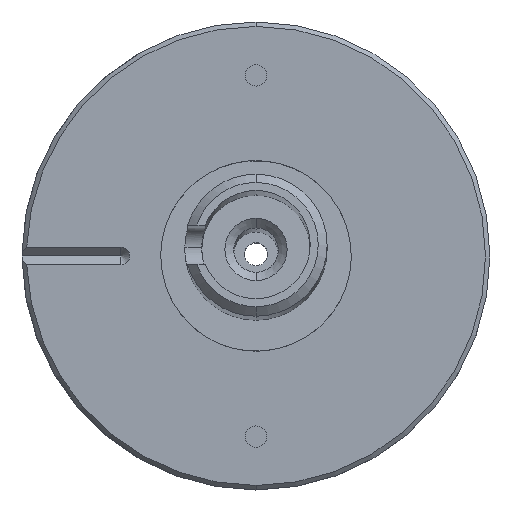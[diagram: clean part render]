
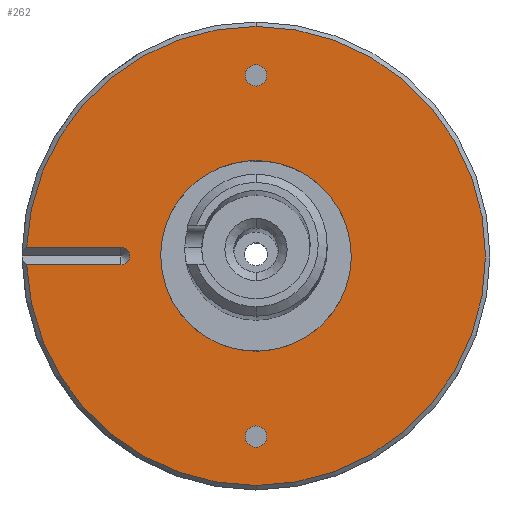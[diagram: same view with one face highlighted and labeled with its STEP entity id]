
A CAD part, top view. The second image highlights one B-rep face of the part: STEP entity #262.
In plain terms, the highlighted planar face has unit normal (0, 0, 1).
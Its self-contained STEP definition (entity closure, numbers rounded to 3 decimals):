
#1 = CARTESIAN_POINT ( 'NONE',  ( 0.6, 10.15, 2.5 ) ) ;
#3 = ORIENTED_EDGE ( 'NONE', *, *, #1392, .T. ) ;
#12 = FACE_OUTER_BOUND ( 'NONE', #131, .T. ) ;
#82 = EDGE_CURVE ( 'NONE', #1583, #588, #868, .T. ) ;
#83 = DIRECTION ( 'NONE',  ( 1., 0., 0. ) ) ;
#103 = ORIENTED_EDGE ( 'NONE', *, *, #1404, .T. ) ;
#110 = CARTESIAN_POINT ( 'NONE',  ( 0., -12.9, 2.5 ) ) ;
#131 = EDGE_LOOP ( 'NONE', ( #1644, #1671, #1609, #516, #103, #519 ) ) ;
#135 = EDGE_LOOP ( 'NONE', ( #947, #3 ) ) ;
#136 = DIRECTION ( 'NONE',  ( 0., -1., 0. ) ) ;
#156 = DIRECTION ( 'NONE',  ( 0., 0., -1. ) ) ;
#157 = CIRCLE ( 'NONE', #1629, 12.9 ) ;
#179 = CARTESIAN_POINT ( 'NONE',  ( 0., 10.15, 2.5 ) ) ;
#185 = AXIS2_PLACEMENT_3D ( 'NONE', #179, #873, #840 ) ;
#194 = DIRECTION ( 'NONE',  ( 0., 0., -1. ) ) ;
#218 = CARTESIAN_POINT ( 'NONE',  ( 0., -10.15, 2.5 ) ) ;
#231 = EDGE_CURVE ( 'NONE', #1045, #301, #491, .T. ) ;
#261 = LINE ( 'NONE', #968, #379 ) ;
#262 = ADVANCED_FACE ( 'NONE', ( #1341, #833, #1242, #12 ), #1087, .T. ) ;
#276 = DIRECTION ( 'NONE',  ( 0., 0., -1. ) ) ;
#280 = DIRECTION ( 'NONE',  ( 0., 0., -1. ) ) ;
#285 = CARTESIAN_POINT ( 'NONE',  ( 0.005, 0.5, 2.5 ) ) ;
#301 = VERTEX_POINT ( 'NONE', #458 ) ;
#327 = CIRCLE ( 'NONE', #185, 0.6 ) ;
#370 = VERTEX_POINT ( 'NONE', #874 ) ;
#373 = EDGE_LOOP ( 'NONE', ( #971, #1200 ) ) ;
#376 = DIRECTION ( 'NONE',  ( 0., 1., 0. ) ) ;
#377 = AXIS2_PLACEMENT_3D ( 'NONE', #565, #1106, #1637 ) ;
#379 = VECTOR ( 'NONE', #1486, 1000. ) ;
#397 = CARTESIAN_POINT ( 'NONE',  ( -7.6, 0., 2.5 ) ) ;
#427 = CARTESIAN_POINT ( 'NONE',  ( 5.35, 0., 2.5 ) ) ;
#441 = CIRCLE ( 'NONE', #563, 0.6 ) ;
#458 = CARTESIAN_POINT ( 'NONE',  ( -0.6, -10.15, 2.5 ) ) ;
#491 = CIRCLE ( 'NONE', #1538, 0.6 ) ;
#500 = DIRECTION ( 'NONE',  ( 0., 0., -1. ) ) ;
#507 = VERTEX_POINT ( 'NONE', #1568 ) ;
#516 = ORIENTED_EDGE ( 'NONE', *, *, #82, .T. ) ;
#519 = ORIENTED_EDGE ( 'NONE', *, *, #878, .T. ) ;
#534 = CARTESIAN_POINT ( 'NONE',  ( 0., 12.9, 2.5 ) ) ;
#554 = ORIENTED_EDGE ( 'NONE', *, *, #1531, .T. ) ;
#563 = AXIS2_PLACEMENT_3D ( 'NONE', #626, #500, #1018 ) ;
#565 = CARTESIAN_POINT ( 'NONE',  ( -13.045, -13.055, 2.5 ) ) ;
#582 = VERTEX_POINT ( 'NONE', #534 ) ;
#588 = VERTEX_POINT ( 'NONE', #110 ) ;
#602 = EDGE_CURVE ( 'NONE', #930, #1215, #893, .T. ) ;
#626 = CARTESIAN_POINT ( 'NONE',  ( 0., 10.15, 2.5 ) ) ;
#692 = CARTESIAN_POINT ( 'NONE',  ( 0.6, -10.15, 2.5 ) ) ;
#733 = AXIS2_PLACEMENT_3D ( 'NONE', #1614, #280, #1228 ) ;
#788 = VECTOR ( 'NONE', #1352, 1000. ) ;
#813 = LINE ( 'NONE', #285, #788 ) ;
#833 = FACE_BOUND ( 'NONE', #1749, .T. ) ;
#840 = DIRECTION ( 'NONE',  ( 1., 0., 0. ) ) ;
#868 = CIRCLE ( 'NONE', #954, 12.9 ) ;
#872 = CIRCLE ( 'NONE', #733, 5.35 ) ;
#873 = DIRECTION ( 'NONE',  ( 0., 0., -1. ) ) ;
#874 = CARTESIAN_POINT ( 'NONE',  ( -7.6, 0.5, 2.5 ) ) ;
#878 = EDGE_CURVE ( 'NONE', #582, #507, #157, .T. ) ;
#893 = CIRCLE ( 'NONE', #1245, 5.35 ) ;
#928 = CIRCLE ( 'NONE', #1705, 0.6 ) ;
#930 = VERTEX_POINT ( 'NONE', #427 ) ;
#947 = ORIENTED_EDGE ( 'NONE', *, *, #1633, .T. ) ;
#954 = AXIS2_PLACEMENT_3D ( 'NONE', #1193, #1699, #1312 ) ;
#964 = CARTESIAN_POINT ( 'NONE',  ( 0., -10.15, 2.5 ) ) ;
#968 = CARTESIAN_POINT ( 'NONE',  ( 0.005, -0.5, 2.5 ) ) ;
#971 = ORIENTED_EDGE ( 'NONE', *, *, #1023, .T. ) ;
#1018 = DIRECTION ( 'NONE',  ( 1., 0., 0. ) ) ;
#1023 = EDGE_CURVE ( 'NONE', #1215, #930, #872, .T. ) ;
#1037 = ORIENTED_EDGE ( 'NONE', *, *, #231, .T. ) ;
#1045 = VERTEX_POINT ( 'NONE', #692 ) ;
#1087 = PLANE ( 'NONE',  #377 ) ;
#1106 = DIRECTION ( 'NONE',  ( 0., 0., 1. ) ) ;
#1153 = CIRCLE ( 'NONE', #1488, 0.5 ) ;
#1186 = DIRECTION ( 'NONE',  ( 0., 0., 1. ) ) ;
#1193 = CARTESIAN_POINT ( 'NONE',  ( 0., 0., 2.5 ) ) ;
#1200 = ORIENTED_EDGE ( 'NONE', *, *, #602, .T. ) ;
#1215 = VERTEX_POINT ( 'NONE', #1750 ) ;
#1227 = EDGE_CURVE ( 'NONE', #1677, #1583, #261, .T. ) ;
#1228 = DIRECTION ( 'NONE',  ( -1., 0., 0. ) ) ;
#1240 = EDGE_CURVE ( 'NONE', #370, #1677, #1153, .T. ) ;
#1242 = FACE_BOUND ( 'NONE', #135, .T. ) ;
#1245 = AXIS2_PLACEMENT_3D ( 'NONE', #1473, #1347, #1617 ) ;
#1250 = DIRECTION ( 'NONE',  ( 0., 0., 1. ) ) ;
#1262 = CARTESIAN_POINT ( 'NONE',  ( 0., 0., 2.5 ) ) ;
#1268 = EDGE_CURVE ( 'NONE', #507, #370, #813, .T. ) ;
#1312 = DIRECTION ( 'NONE',  ( 0., 1., 0. ) ) ;
#1317 = CARTESIAN_POINT ( 'NONE',  ( -12.89, -0.5, 2.5 ) ) ;
#1323 = AXIS2_PLACEMENT_3D ( 'NONE', #1262, #1250, #1519 ) ;
#1341 = FACE_BOUND ( 'NONE', #373, .T. ) ;
#1347 = DIRECTION ( 'NONE',  ( 0., 0., -1. ) ) ;
#1352 = DIRECTION ( 'NONE',  ( 1., 0., 0. ) ) ;
#1392 = EDGE_CURVE ( 'NONE', #1546, #1708, #327, .T. ) ;
#1404 = EDGE_CURVE ( 'NONE', #588, #582, #1658, .T. ) ;
#1417 = CARTESIAN_POINT ( 'NONE',  ( -0.6, 10.15, 2.5 ) ) ;
#1451 = CARTESIAN_POINT ( 'NONE',  ( -7.6, -0.5, 2.5 ) ) ;
#1473 = CARTESIAN_POINT ( 'NONE',  ( 0., 0., 2.5 ) ) ;
#1486 = DIRECTION ( 'NONE',  ( -1., 0., 0. ) ) ;
#1488 = AXIS2_PLACEMENT_3D ( 'NONE', #397, #276, #136 ) ;
#1497 = DIRECTION ( 'NONE',  ( 1., 0., 0. ) ) ;
#1519 = DIRECTION ( 'NONE',  ( 0., 1., 0. ) ) ;
#1531 = EDGE_CURVE ( 'NONE', #301, #1045, #928, .T. ) ;
#1538 = AXIS2_PLACEMENT_3D ( 'NONE', #964, #156, #1497 ) ;
#1546 = VERTEX_POINT ( 'NONE', #1417 ) ;
#1568 = CARTESIAN_POINT ( 'NONE',  ( -12.89, 0.5, 2.5 ) ) ;
#1572 = CARTESIAN_POINT ( 'NONE',  ( 0., 0., 2.5 ) ) ;
#1583 = VERTEX_POINT ( 'NONE', #1317 ) ;
#1609 = ORIENTED_EDGE ( 'NONE', *, *, #1227, .T. ) ;
#1614 = CARTESIAN_POINT ( 'NONE',  ( 0., 0., 2.5 ) ) ;
#1617 = DIRECTION ( 'NONE',  ( -1., 0., 0. ) ) ;
#1629 = AXIS2_PLACEMENT_3D ( 'NONE', #1572, #1186, #376 ) ;
#1633 = EDGE_CURVE ( 'NONE', #1708, #1546, #441, .T. ) ;
#1637 = DIRECTION ( 'NONE',  ( 1., 0., 0. ) ) ;
#1644 = ORIENTED_EDGE ( 'NONE', *, *, #1268, .T. ) ;
#1658 = CIRCLE ( 'NONE', #1323, 12.9 ) ;
#1671 = ORIENTED_EDGE ( 'NONE', *, *, #1240, .T. ) ;
#1677 = VERTEX_POINT ( 'NONE', #1451 ) ;
#1699 = DIRECTION ( 'NONE',  ( 0., 0., 1. ) ) ;
#1705 = AXIS2_PLACEMENT_3D ( 'NONE', #218, #194, #83 ) ;
#1708 = VERTEX_POINT ( 'NONE', #1 ) ;
#1749 = EDGE_LOOP ( 'NONE', ( #1037, #554 ) ) ;
#1750 = CARTESIAN_POINT ( 'NONE',  ( -5.35, 0., 2.5 ) ) ;
